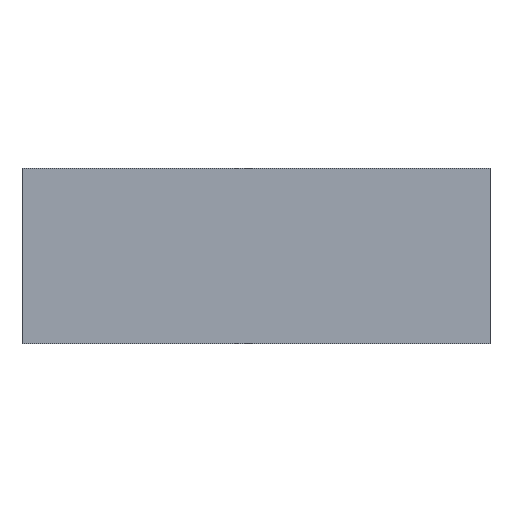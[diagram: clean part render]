
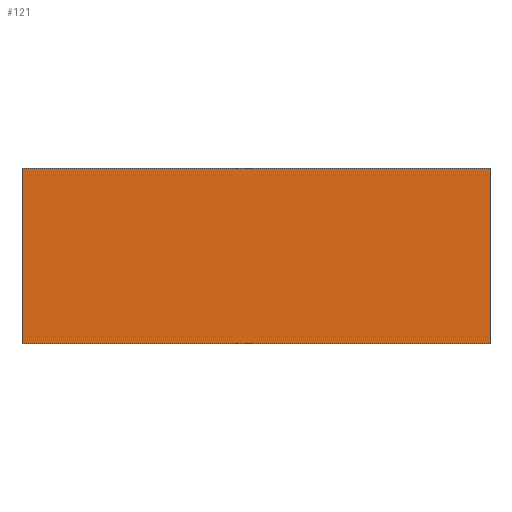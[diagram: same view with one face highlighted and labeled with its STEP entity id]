
A CAD part, front view. The second image highlights one B-rep face of the part: STEP entity #121.
In plain terms, the highlighted planar face has unit normal (0, -1, 0).
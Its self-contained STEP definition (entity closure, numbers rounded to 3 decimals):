
#13=LINE('',#194,#25);
#16=LINE('',#200,#28);
#17=LINE('',#203,#29);
#18=LINE('',#204,#30);
#25=VECTOR('',#162,1000.);
#28=VECTOR('',#167,1000.);
#29=VECTOR('',#168,1000.);
#30=VECTOR('',#169,1000.);
#44=ORIENTED_EDGE('',*,*,#71,.F.);
#45=ORIENTED_EDGE('',*,*,#72,.F.);
#46=ORIENTED_EDGE('',*,*,#68,.F.);
#47=ORIENTED_EDGE('',*,*,#73,.F.);
#68=EDGE_CURVE('',#82,#83,#13,.T.);
#71=EDGE_CURVE('',#85,#86,#16,.T.);
#72=EDGE_CURVE('',#83,#85,#17,.T.);
#73=EDGE_CURVE('',#86,#82,#18,.T.);
#82=VERTEX_POINT('',#193);
#83=VERTEX_POINT('',#195);
#85=VERTEX_POINT('',#201);
#86=VERTEX_POINT('',#202);
#95=EDGE_LOOP('',(#44,#45,#46,#47));
#105=FACE_BOUND('',#95,.T.);
#113=PLANE('',#144);
#121=ADVANCED_FACE('',(#105),#113,.T.);
#144=AXIS2_PLACEMENT_3D('',#199,#165,#166);
#162=DIRECTION('',(-1.,0.,0.));
#165=DIRECTION('',(0.,-1.,0.));
#166=DIRECTION('',(1.,0.,0.));
#167=DIRECTION('',(1.,0.,0.));
#168=DIRECTION('',(0.,0.,1.));
#169=DIRECTION('',(0.,0.,-1.));
#193=CARTESIAN_POINT('',(4.,0.,-1.5));
#194=CARTESIAN_POINT('',(4.,0.,-1.5));
#195=CARTESIAN_POINT('',(-4.,0.,-1.5));
#199=CARTESIAN_POINT('',(-4.,0.,1.5));
#200=CARTESIAN_POINT('',(-4.,0.,1.5));
#201=CARTESIAN_POINT('',(-4.,0.,1.5));
#202=CARTESIAN_POINT('',(4.,0.,1.5));
#203=CARTESIAN_POINT('',(-4.,0.,-1.5));
#204=CARTESIAN_POINT('',(4.,0.,1.5));
